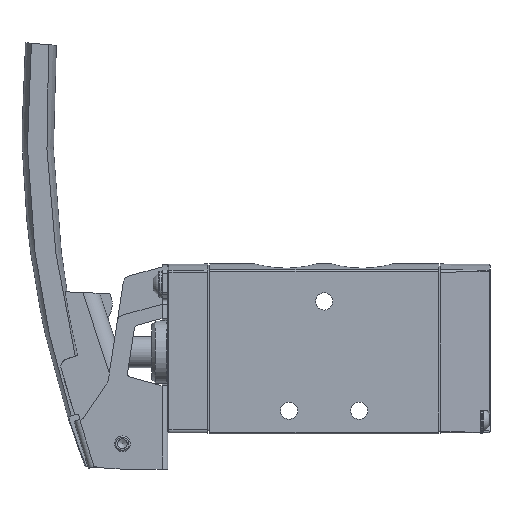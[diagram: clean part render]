
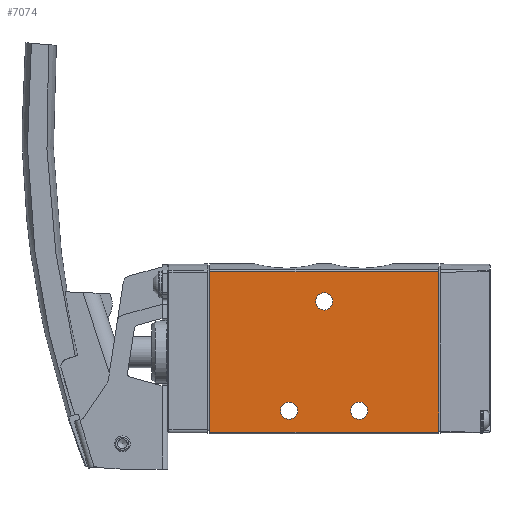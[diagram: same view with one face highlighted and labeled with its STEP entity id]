
A CAD part, left-side view. The second image highlights one B-rep face of the part: STEP entity #7074.
In plain terms, the highlighted face is planar.
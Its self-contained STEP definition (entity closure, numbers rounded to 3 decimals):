
#152=PLANE('',#7511);
#323=LINE('',#10390,#725);
#324=LINE('',#10400,#726);
#325=LINE('',#10402,#727);
#326=LINE('',#10404,#728);
#725=VECTOR('',#8395,1000.);
#726=VECTOR('',#8406,1000.);
#727=VECTOR('',#8407,1000.);
#728=VECTOR('',#8408,1000.);
#1130=CIRCLE('',#7512,2.2);
#1131=CIRCLE('',#7513,2.2);
#1132=CIRCLE('',#7514,2.2);
#1642=ORIENTED_EDGE('',*,*,#3255,.F.);
#1643=ORIENTED_EDGE('',*,*,#3256,.F.);
#1644=ORIENTED_EDGE('',*,*,#3257,.F.);
#1645=ORIENTED_EDGE('',*,*,#3258,.T.);
#1646=ORIENTED_EDGE('',*,*,#3259,.F.);
#1647=ORIENTED_EDGE('',*,*,#3260,.F.);
#1648=ORIENTED_EDGE('',*,*,#3253,.T.);
#3253=EDGE_CURVE('',#4071,#4070,#323,.T.);
#3255=EDGE_CURVE('',#4072,#4072,#1130,.T.);
#3256=EDGE_CURVE('',#4073,#4073,#1131,.T.);
#3257=EDGE_CURVE('',#4074,#4074,#1132,.T.);
#3258=EDGE_CURVE('',#4070,#4075,#324,.T.);
#3259=EDGE_CURVE('',#4076,#4075,#325,.T.);
#3260=EDGE_CURVE('',#4071,#4076,#326,.T.);
#4070=VERTEX_POINT('',#10389);
#4071=VERTEX_POINT('',#10391);
#4072=VERTEX_POINT('',#10395);
#4073=VERTEX_POINT('',#10397);
#4074=VERTEX_POINT('',#10399);
#4075=VERTEX_POINT('',#10401);
#4076=VERTEX_POINT('',#10403);
#4698=EDGE_LOOP('',(#1642));
#4699=EDGE_LOOP('',(#1643));
#4700=EDGE_LOOP('',(#1644));
#4701=EDGE_LOOP('',(#1645,#1646,#1647,#1648));
#5176=FACE_BOUND('',#4698,.T.);
#5177=FACE_BOUND('',#4699,.T.);
#5178=FACE_BOUND('',#4700,.T.);
#5179=FACE_BOUND('',#4701,.T.);
#7074=ADVANCED_FACE('',(#5176,#5177,#5178,#5179),#152,.F.);
#7511=AXIS2_PLACEMENT_3D('',#10393,#8398,#8399);
#7512=AXIS2_PLACEMENT_3D('',#10394,#8400,#8401);
#7513=AXIS2_PLACEMENT_3D('',#10396,#8402,#8403);
#7514=AXIS2_PLACEMENT_3D('',#10398,#8404,#8405);
#8395=DIRECTION('',(0.,-1.,0.));
#8398=DIRECTION('',(0.,0.,-1.));
#8399=DIRECTION('',(-1.,0.,0.));
#8400=DIRECTION('',(0.,0.,1.));
#8401=DIRECTION('',(1.,0.,0.));
#8402=DIRECTION('',(0.,0.,1.));
#8403=DIRECTION('',(1.,0.,0.));
#8404=DIRECTION('',(0.,0.,1.));
#8405=DIRECTION('',(1.,0.,0.));
#8406=DIRECTION('',(1.,0.,0.));
#8407=DIRECTION('',(0.,-1.,0.));
#8408=DIRECTION('',(1.,0.,0.));
#10389=CARTESIAN_POINT('',(-20.5,0.,10.));
#10390=CARTESIAN_POINT('',(-20.5,58.7,10.));
#10391=CARTESIAN_POINT('',(-20.5,58.7,10.));
#10393=CARTESIAN_POINT('',(-20.5,58.7,10.));
#10394=CARTESIAN_POINT('',(13.,29.35,10.));
#10395=CARTESIAN_POINT('',(15.2,29.35,10.));
#10396=CARTESIAN_POINT('',(-15.,20.35,10.));
#10397=CARTESIAN_POINT('',(-12.8,20.35,10.));
#10398=CARTESIAN_POINT('',(-15.,38.35,10.));
#10399=CARTESIAN_POINT('',(-12.8,38.35,10.));
#10400=CARTESIAN_POINT('',(-20.5,0.,10.));
#10401=CARTESIAN_POINT('',(20.644,0.,10.));
#10402=CARTESIAN_POINT('',(20.644,58.7,10.));
#10403=CARTESIAN_POINT('',(20.644,58.7,10.));
#10404=CARTESIAN_POINT('',(-20.5,58.7,10.));
